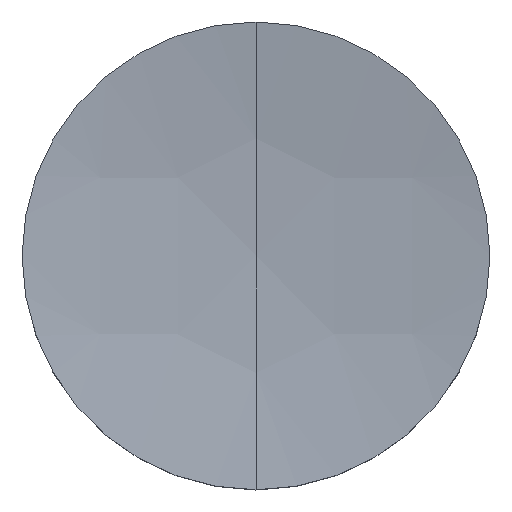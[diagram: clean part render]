
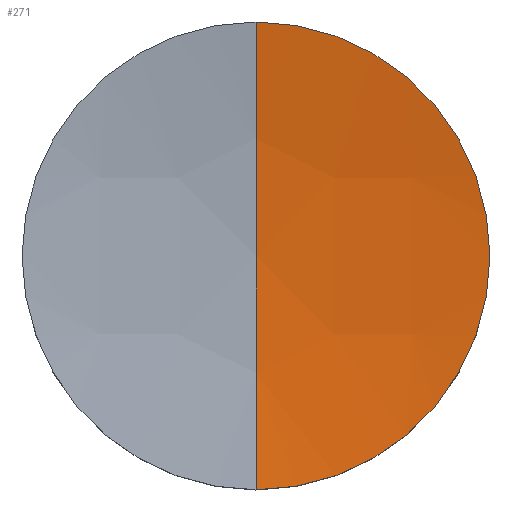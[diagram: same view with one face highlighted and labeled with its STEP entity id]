
A CAD part, top view. The second image highlights one B-rep face of the part: STEP entity #271.
In plain terms, the highlighted free-form (B-spline) face has degree [3, 3] with [4, 4] control points.
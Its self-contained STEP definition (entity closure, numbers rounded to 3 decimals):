
#3 = VERTEX_POINT ( 'NONE', #130 ) ;
#22 = CARTESIAN_POINT ( 'NONE',  ( 4.223, 6.426, 3.057 ) ) ;
#23 = ORIENTED_EDGE ( 'NONE', *, *, #126, .T. ) ;
#25 = CARTESIAN_POINT ( 'NONE',  ( 2.148, 2.159, 2.233 ) ) ;
#28 = CARTESIAN_POINT ( 'NONE',  ( 0., -2.159, 2.233 ) ) ;
#29 = CIRCLE ( 'NONE', #105, 6.35 ) ;
#45 = CARTESIAN_POINT ( 'NONE',  ( 4.29, 2.159, 2.398 ) ) ;
#54 = CARTESIAN_POINT ( 'NONE',  ( 0., -6.35, 2.884 ) ) ;
#57 = AXIS2_PLACEMENT_3D ( 'NONE', #257, #211, #138 ) ;
#59 = EDGE_LOOP ( 'NONE', ( #247, #23, #131 ) ) ;
#73 = CARTESIAN_POINT ( 'NONE',  ( 0., -6.426, 2.896 ) ) ;
#75 = CARTESIAN_POINT ( 'NONE',  ( 0., 0., 2.884 ) ) ;
#81 = CARTESIAN_POINT ( 'NONE',  ( 0., 6.35, 2.884 ) ) ;
#82 = FACE_OUTER_BOUND ( 'NONE', #59, .T. ) ;
#93 = DIRECTION ( 'NONE',  ( 1., 0., 0. ) ) ;
#105 = AXIS2_PLACEMENT_3D ( 'NONE', #75, #232, #93 ) ;
#126 = EDGE_CURVE ( 'NONE', #196, #173, #127, .T. ) ;
#127 = CIRCLE ( 'NONE', #281, 41.9 ) ;
#130 = CARTESIAN_POINT ( 'NONE',  ( 6.35, 0., 2.884 ) ) ;
#131 = ORIENTED_EDGE ( 'NONE', *, *, #291, .F. ) ;
#136 = CARTESIAN_POINT ( 'NONE',  ( 6.312, 6.426, 3.38 ) ) ;
#138 = DIRECTION ( 'NONE',  ( 1., 0., 0. ) ) ;
#144 = DIRECTION ( 'NONE',  ( -1., 0., 0. ) ) ;
#145 =( BOUNDED_SURFACE ( )  B_SPLINE_SURFACE ( 3, 3, ( 
 ( #136, #22, #187, #166 ),
 ( #208, #45, #25, #185 ),
 ( #183, #280, #163, #28 ),
 ( #230, #188, #261, #73 ) ),
 .UNSPECIFIED., .F., .F., .F. ) 
 B_SPLINE_SURFACE_WITH_KNOTS ( ( 4, 4 ),
 ( 4, 4 ),
 ( 0., 1. ),
 ( 0., 1. ),
 .UNSPECIFIED. ) 
 GEOMETRIC_REPRESENTATION_ITEM ( )  RATIONAL_B_SPLINE_SURFACE ( (
 ( 1., 0.998, 0.998, 1.),
 ( 0.992, 0.99, 0.99, 0.992),
 ( 0.992, 0.99, 0.99, 0.992),
 ( 1., 0.998, 0.998, 1.) ) ) 
 REPRESENTATION_ITEM ( '' )  SURFACE ( )  );
#147 = CIRCLE ( 'NONE', #57, 6.35 ) ;
#163 = CARTESIAN_POINT ( 'NONE',  ( 2.148, -2.159, 2.233 ) ) ;
#166 = CARTESIAN_POINT ( 'NONE',  ( 0., 6.426, 2.896 ) ) ;
#173 = VERTEX_POINT ( 'NONE', #54 ) ;
#183 = CARTESIAN_POINT ( 'NONE',  ( 6.413, -2.159, 2.725 ) ) ;
#185 = CARTESIAN_POINT ( 'NONE',  ( 0., 2.159, 2.233 ) ) ;
#187 = CARTESIAN_POINT ( 'NONE',  ( 2.114, 6.426, 2.896 ) ) ;
#188 = CARTESIAN_POINT ( 'NONE',  ( 4.223, -6.426, 3.057 ) ) ;
#193 = CARTESIAN_POINT ( 'NONE',  ( 0., 0., 44.3 ) ) ;
#196 = VERTEX_POINT ( 'NONE', #81 ) ;
#208 = CARTESIAN_POINT ( 'NONE',  ( 6.413, 2.159, 2.725 ) ) ;
#211 = DIRECTION ( 'NONE',  ( 0., 0., -1. ) ) ;
#230 = CARTESIAN_POINT ( 'NONE',  ( 6.312, -6.426, 3.38 ) ) ;
#232 = DIRECTION ( 'NONE',  ( 0., 0., -1. ) ) ;
#237 = DIRECTION ( 'NONE',  ( 0., 1., 0. ) ) ;
#247 = ORIENTED_EDGE ( 'NONE', *, *, #270, .F. ) ;
#257 = CARTESIAN_POINT ( 'NONE',  ( 0., 0., 2.884 ) ) ;
#261 = CARTESIAN_POINT ( 'NONE',  ( 2.114, -6.426, 2.896 ) ) ;
#270 = EDGE_CURVE ( 'NONE', #196, #3, #147, .T. ) ;
#271 = ADVANCED_FACE ( 'NONE', ( #82 ), #145, .F. ) ;
#280 = CARTESIAN_POINT ( 'NONE',  ( 4.29, -2.159, 2.398 ) ) ;
#281 = AXIS2_PLACEMENT_3D ( 'NONE', #193, #144, #237 ) ;
#291 = EDGE_CURVE ( 'NONE', #3, #173, #29, .T. ) ;
